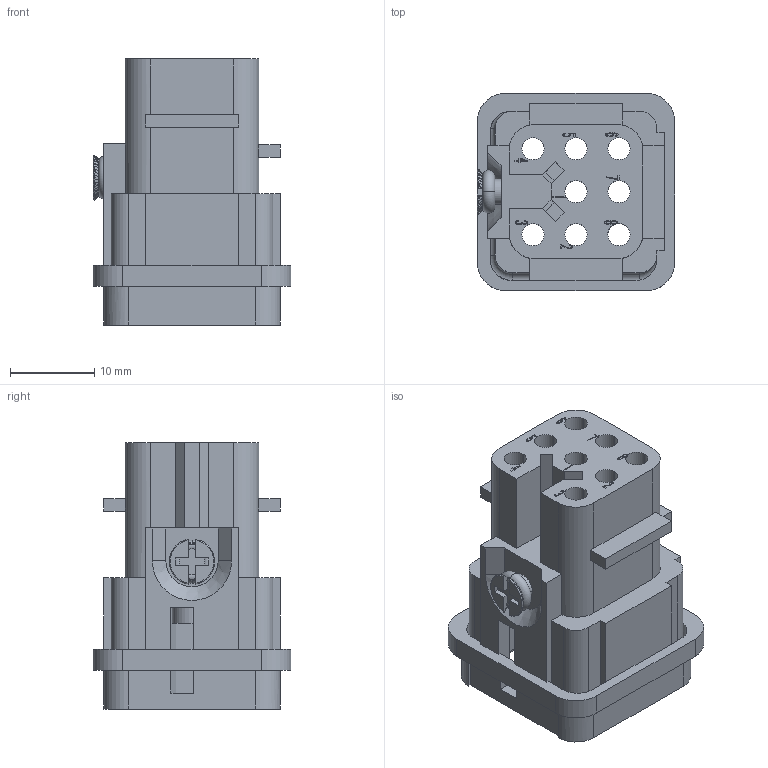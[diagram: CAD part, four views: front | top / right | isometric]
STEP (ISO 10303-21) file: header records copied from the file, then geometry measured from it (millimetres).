
FILE_DESCRIPTION((''),'2;1');
FILE_NAME('3D_1250080100001_HD-008-MC_V1_0','2019-06-28T',('zl.chen'),(''),'PRO/ENGINEER BY PARAMETRIC TECHNOLOGY CORPORATION, 2013430','PRO/ENGINEER BY PARAMETRIC TECHNOLOGY CORPORATION, 2013430','');
FILE_SCHEMA(('CONFIG_CONTROL_DESIGN','SHAPE_APPEARANCE_LAYERS_GROUPS'));
Length unit declared in the file: millimetre
Products named in the file (1): 3D_1250080100001_HD-008-MC_V1_0
Bounding box: 23.5 x 23.5 x 31.6 mm (x, y, z)
Volume: 5948.3 mm3; surface area: 6676.6 mm2
Topology: 2 solids, 4 shells, 922 faces, 2680 edges, 1790 vertices
Faces by surface type: plane 762, cylinder 80, bspline 36, cone 29, torus 15
Entity records: 31628 total; most frequent: CARTESIAN_POINT 7233, ORIENTED_EDGE 5360, DIRECTION 4529, EDGE_CURVE 2680, VECTOR 2199, LINE 2199, VERTEX_POINT 1790, AXIS2_PLACEMENT_3D 1165
